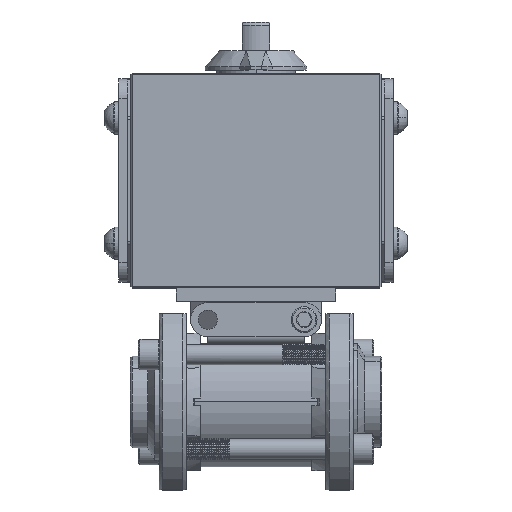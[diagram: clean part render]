
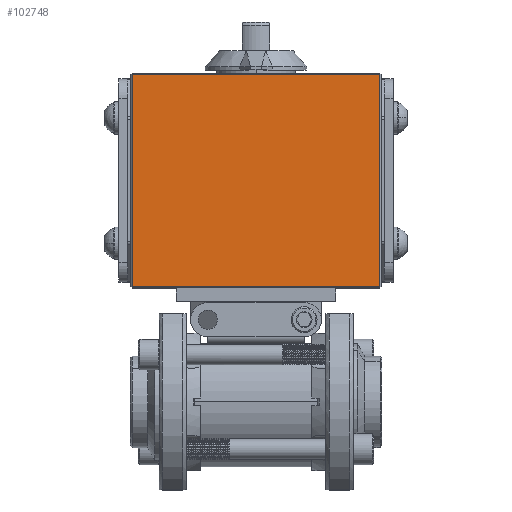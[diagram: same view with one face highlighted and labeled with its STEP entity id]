
A CAD part, top view. The second image highlights one B-rep face of the part: STEP entity #102748.
In plain terms, the highlighted planar face has unit normal (0, 0, 1).
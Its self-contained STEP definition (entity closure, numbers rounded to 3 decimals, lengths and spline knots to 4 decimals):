
#1097 = ORIENTED_EDGE ( 'NONE', *, *, #83430, .T. ) ;
#1545 = VECTOR ( 'NONE', #9461, 39.3701 ) ;
#5387 = ORIENTED_EDGE ( 'NONE', *, *, #33256, .T. ) ;
#5579 = LINE ( 'NONE', #13326, #90155 ) ;
#5863 = VERTEX_POINT ( 'NONE', #18346 ) ;
#9461 = DIRECTION ( 'NONE',  ( -1., 0., 0. ) ) ;
#13326 = CARTESIAN_POINT ( 'NONE',  ( -2.255, 2.074, 1.55 ) ) ;
#18346 = CARTESIAN_POINT ( 'NONE',  ( 2.251, 2.094, 1.55 ) ) ;
#28740 = CARTESIAN_POINT ( 'NONE',  ( 2.251, 5.954, 1.55 ) ) ;
#29031 = CARTESIAN_POINT ( 'NONE',  ( -2.255, 5.954, 1.55 ) ) ;
#33051 = VECTOR ( 'NONE', #57217, 39.3701 ) ;
#33256 = EDGE_CURVE ( 'NONE', #95657, #57414, #43840, .T. ) ;
#34591 = ORIENTED_EDGE ( 'NONE', *, *, #86135, .T. ) ;
#38698 = PLANE ( 'NONE',  #77834 ) ;
#39051 = DIRECTION ( 'NONE',  ( 0., 0., -1. ) ) ;
#39673 = EDGE_LOOP ( 'NONE', ( #1097, #5387, #34591, #48202 ) ) ;
#43351 = DIRECTION ( 'NONE',  ( 1., 0., 0. ) ) ;
#43840 = LINE ( 'NONE', #80369, #1545 ) ;
#48202 = ORIENTED_EDGE ( 'NONE', *, *, #89238, .T. ) ;
#49222 = CARTESIAN_POINT ( 'NONE',  ( 2.251, 5.974, 1.55 ) ) ;
#57217 = DIRECTION ( 'NONE',  ( 0., 1., 0. ) ) ;
#57414 = VERTEX_POINT ( 'NONE', #29031 ) ;
#58547 = CARTESIAN_POINT ( 'NONE',  ( -2.255, 2.094, 1.55 ) ) ;
#58991 = CARTESIAN_POINT ( 'NONE',  ( -2.275, 2.094, 1.55 ) ) ;
#59138 = LINE ( 'NONE', #49222, #33051 ) ;
#60964 = DIRECTION ( 'NONE',  ( 0., -1., 0. ) ) ;
#62362 = FACE_OUTER_BOUND ( 'NONE', #39673, .T. ) ;
#76014 = VECTOR ( 'NONE', #43351, 39.3701 ) ;
#77834 = AXIS2_PLACEMENT_3D ( 'NONE', #86587, #39051, #94552 ) ;
#80369 = CARTESIAN_POINT ( 'NONE',  ( -2.275, 5.954, 1.55 ) ) ;
#83430 = EDGE_CURVE ( 'NONE', #5863, #95657, #59138, .T. ) ;
#84966 = VERTEX_POINT ( 'NONE', #58547 ) ;
#86135 = EDGE_CURVE ( 'NONE', #57414, #84966, #5579, .T. ) ;
#86587 = CARTESIAN_POINT ( 'NONE',  ( -2.275, 5.974, 1.55 ) ) ;
#89238 = EDGE_CURVE ( 'NONE', #84966, #5863, #97127, .T. ) ;
#90155 = VECTOR ( 'NONE', #60964, 39.3701 ) ;
#94552 = DIRECTION ( 'NONE',  ( 0., -1., 0. ) ) ;
#95657 = VERTEX_POINT ( 'NONE', #28740 ) ;
#97127 = LINE ( 'NONE', #58991, #76014 ) ;
#102748 = ADVANCED_FACE ( 'NONE', ( #62362 ), #38698, .F. ) ;
